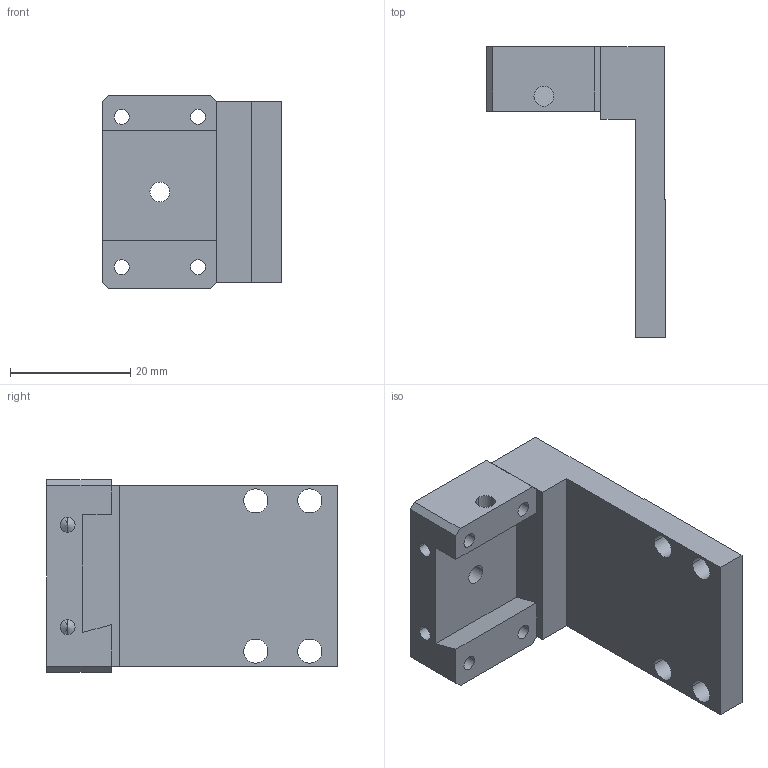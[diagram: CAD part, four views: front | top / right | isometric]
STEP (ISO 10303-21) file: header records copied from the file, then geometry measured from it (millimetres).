
FILE_DESCRIPTION (( 'STEP AP203' ), '1' );
FILE_NAME ('APFP-GB.STEP', '2018-12-06T08:09:28', ( '' ), ( '' ), 'SwSTEP 2.0', 'SolidWorks 2016', '' );
FILE_SCHEMA (( 'CONFIG_CONTROL_DESIGN' ));
Length unit declared in the file: millimetre
Products named in the file (1): APFP-GB
Bounding box: 29.7 x 48.4 x 32 mm (x, y, z)
Surface area: 7433.9 mm2 (no closed solid volume)
Topology: 0 solids, 4 shells, 84 faces, 228 edges, 146 vertices
Faces by surface type: plane 48, cylinder 28, torus 4, cone 4
Entity records: 2746 total; most frequent: DIRECTION 478, CARTESIAN_POINT 455, ORIENTED_EDGE 430, EDGE_CURVE 224, AXIS2_PLACEMENT_3D 169, VERTEX_POINT 146, VECTOR 140, LINE 140
